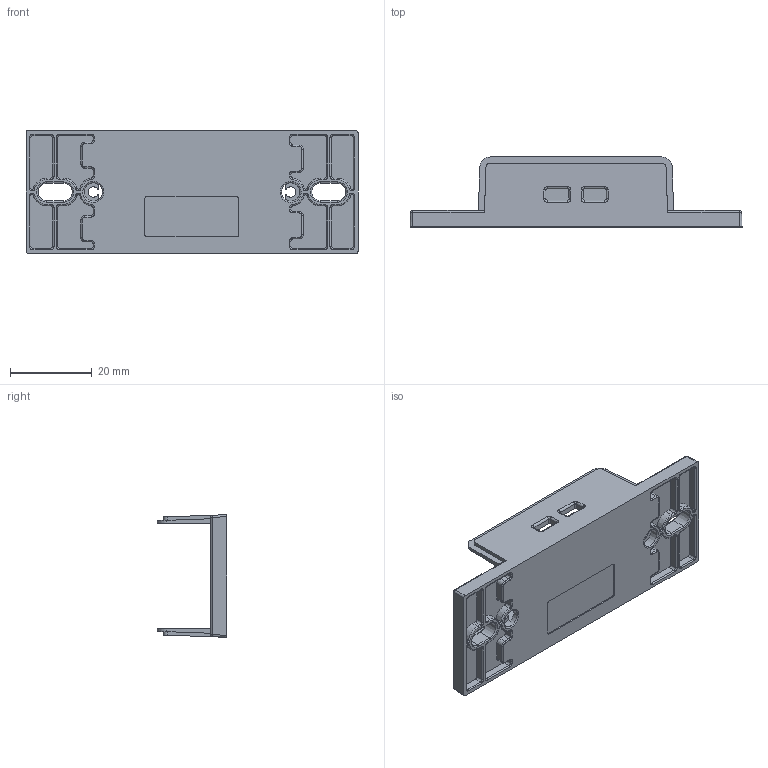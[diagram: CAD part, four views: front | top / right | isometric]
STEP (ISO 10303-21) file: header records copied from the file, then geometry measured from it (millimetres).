
FILE_DESCRIPTION(/* description */ (''),/* implementation_level */ '2;1');
FILE_NAME(/* name */ 'Bottom.ipt.step',/* time_stamp */ '2020-04-16T23:17:24-04:00',/* author */ ('Jordan'),/* organization */ (''),/* preprocessor_version */ 'ST-DEVELOPER v17',/* originating_system */ 'Autodesk Inventor 2019',/* authorisation */ '');
FILE_SCHEMA (('AUTOMOTIVE_DESIGN { 1 0 10303 214 3 1 1 }'));
Length unit declared in the file: inch
Products named in the file (1): Bottom
Bounding box: 81.25 x 17.1 x 30 mm (x, y, z)
Volume: 7056.5 mm3; surface area: 9365.7 mm2
Topology: 1 solids, 1 shells, 419 faces, 1050 edges, 644 vertices
Faces by surface type: plane 155, cylinder 100, torus 78, cone 74, bspline 8, sphere 4
Entity records: 15620 total; most frequent: CARTESIAN_POINT 5480, DIRECTION 2168, ORIENTED_EDGE 2100, EDGE_CURVE 1050, AXIS2_PLACEMENT_3D 795, VERTEX_POINT 644, LINE 578, VECTOR 578
